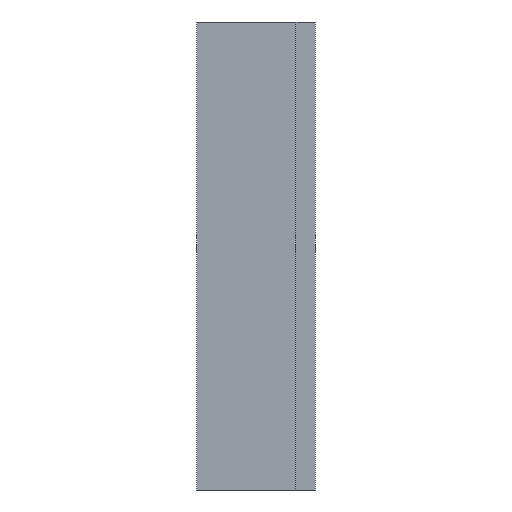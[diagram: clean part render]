
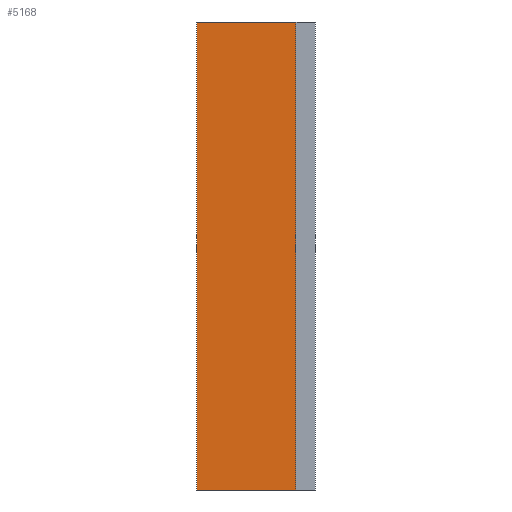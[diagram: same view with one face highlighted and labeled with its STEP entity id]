
A CAD part, front view. The second image highlights one B-rep face of the part: STEP entity #5168.
In plain terms, the highlighted planar face has unit normal (-0.004, -1, 0).
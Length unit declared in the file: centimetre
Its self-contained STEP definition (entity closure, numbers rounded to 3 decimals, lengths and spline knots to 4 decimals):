
#97=PLANE('',#5564);
#306=FACE_OUTER_BOUND('',#570,.T.);
#570=EDGE_LOOP('',(#3908,#3909,#3910,#3911));
#995=LINE('',#8226,#1541);
#996=LINE('',#8229,#1542);
#997=LINE('',#8231,#1543);
#998=LINE('',#8232,#1544);
#1541=VECTOR('',#6649,1.);
#1542=VECTOR('',#6652,1.);
#1543=VECTOR('',#6653,1.);
#1544=VECTOR('',#6654,1.);
#2315=VERTEX_POINT('',#8220);
#2317=VERTEX_POINT('',#8224);
#2318=VERTEX_POINT('',#8228);
#2319=VERTEX_POINT('',#8230);
#2981=EDGE_CURVE('',#2315,#2317,#995,.T.);
#2982=EDGE_CURVE('',#2318,#2315,#996,.T.);
#2983=EDGE_CURVE('',#2319,#2317,#997,.T.);
#2984=EDGE_CURVE('',#2318,#2319,#998,.T.);
#3908=ORIENTED_EDGE('',*,*,#2982,.T.);
#3909=ORIENTED_EDGE('',*,*,#2981,.T.);
#3910=ORIENTED_EDGE('',*,*,#2983,.F.);
#3911=ORIENTED_EDGE('',*,*,#2984,.F.);
#5168=ADVANCED_FACE('',(#306),#97,.T.);
#5564=AXIS2_PLACEMENT_3D('',#8227,#6650,#6651);
#6649=DIRECTION('',(0.,0.,1.));
#6650=DIRECTION('center_axis',(-0.004,-1.,
0.));
#6651=DIRECTION('ref_axis',(1.,-0.004,0.));
#6652=DIRECTION('',(1.,-0.004,0.));
#6653=DIRECTION('',(1.,-0.004,0.));
#6654=DIRECTION('',(0.,0.,1.));
#8220=CARTESIAN_POINT('',(1.3095,1.0533,0.));
#8224=CARTESIAN_POINT('',(1.3095,1.0533,0.6));
#8226=CARTESIAN_POINT('',(1.3095,1.0533,0.));
#8227=CARTESIAN_POINT('Origin',(1.1822,1.0538,0.));
#8228=CARTESIAN_POINT('',(1.1822,1.0538,0.));
#8229=CARTESIAN_POINT('',(1.1822,1.0538,0.));
#8230=CARTESIAN_POINT('',(1.1822,1.0538,0.6));
#8231=CARTESIAN_POINT('',(1.1822,1.0538,0.6));
#8232=CARTESIAN_POINT('',(1.1822,1.0538,0.));
